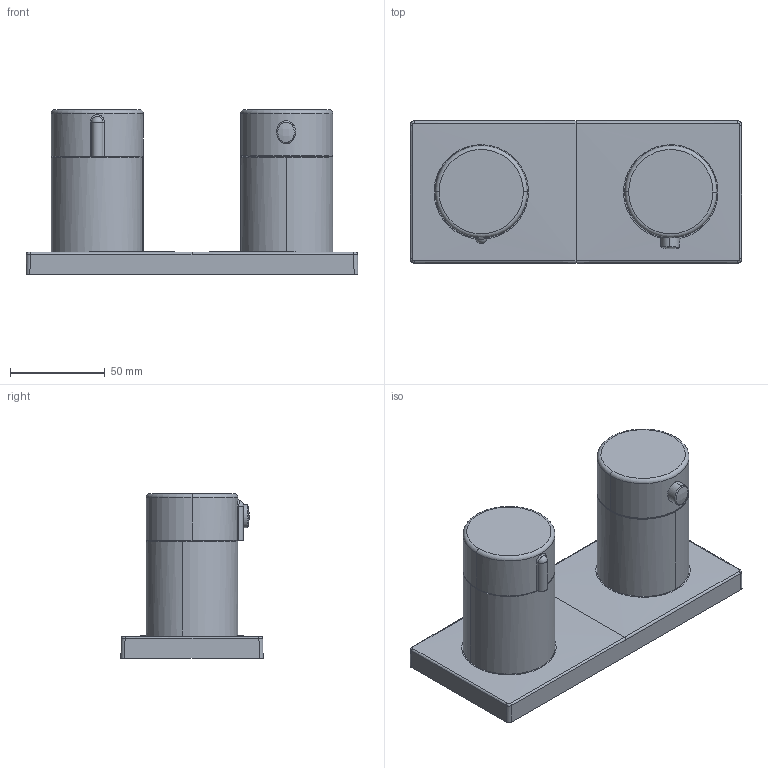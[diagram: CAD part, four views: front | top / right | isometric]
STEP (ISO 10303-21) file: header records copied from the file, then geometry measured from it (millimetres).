
FILE_DESCRIPTION (( 'STEP AP203' ), '1' );
FILE_NAME ('44529583+44539583.STEP', '2018-04-13T12:02:39', ( '' ), ( '' ), 'SwSTEP 2.0', 'SolidWorks 2016', '' );
FILE_SCHEMA (( 'CONFIG_CONTROL_DESIGN' ));
Length unit declared in the file: millimetre
Products named in the file (1): 44529583+44539583
Bounding box: 175 x 75 x 86.78 mm (x, y, z)
Volume: 431304 mm3; surface area: 54695.2 mm2
Topology: 1 solids, 1 shells, 61 faces, 133 edges, 80 vertices
Faces by surface type: bspline 20, torus 16, cylinder 15, plane 9, sphere 1
Entity records: 3375 total; most frequent: CARTESIAN_POINT 2104, ORIENTED_EDGE 266, DIRECTION 216, EDGE_CURVE 133, AXIS2_PLACEMENT_3D 96, VERTEX_POINT 80, EDGE_LOOP 67, FACE_OUTER_BOUND 61
